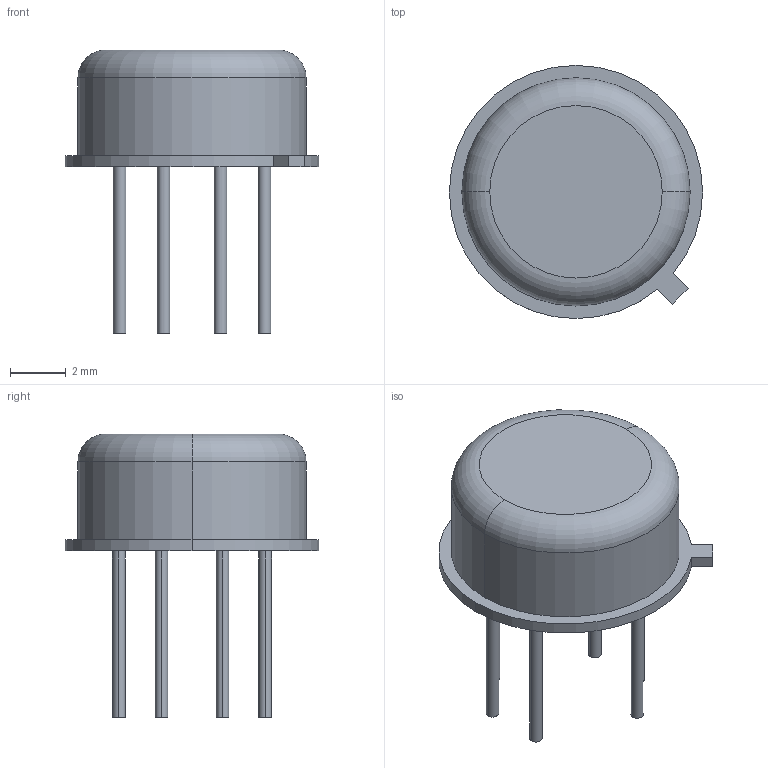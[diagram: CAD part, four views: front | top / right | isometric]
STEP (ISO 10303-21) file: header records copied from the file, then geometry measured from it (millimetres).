
FILE_DESCRIPTION (( 'STEP AP203' ), '1' );
FILE_NAME ('AM612.STEP', '2019-02-01T16:36:59', ( '' ), ( '' ), 'SwSTEP 2.0', 'SolidWorks 2019', '' );
FILE_SCHEMA (( 'CONFIG_CONTROL_DESIGN' ));
Length unit declared in the file: millimetre
Products named in the file (1): AM612
Bounding box: 9.1 x 9.1 x 10.2 mm (x, y, z)
Volume: 227.4 mm3; surface area: 280.6 mm2
Topology: 1 solids, 1 shells, 31 faces, 64 edges, 42 vertices
Faces by surface type: cylinder 17, plane 12, torus 2
Entity records: 917 total; most frequent: DIRECTION 166, CARTESIAN_POINT 138, ORIENTED_EDGE 128, AXIS2_PLACEMENT_3D 70, EDGE_CURVE 64, VERTEX_POINT 42, EDGE_LOOP 38, CIRCLE 38
